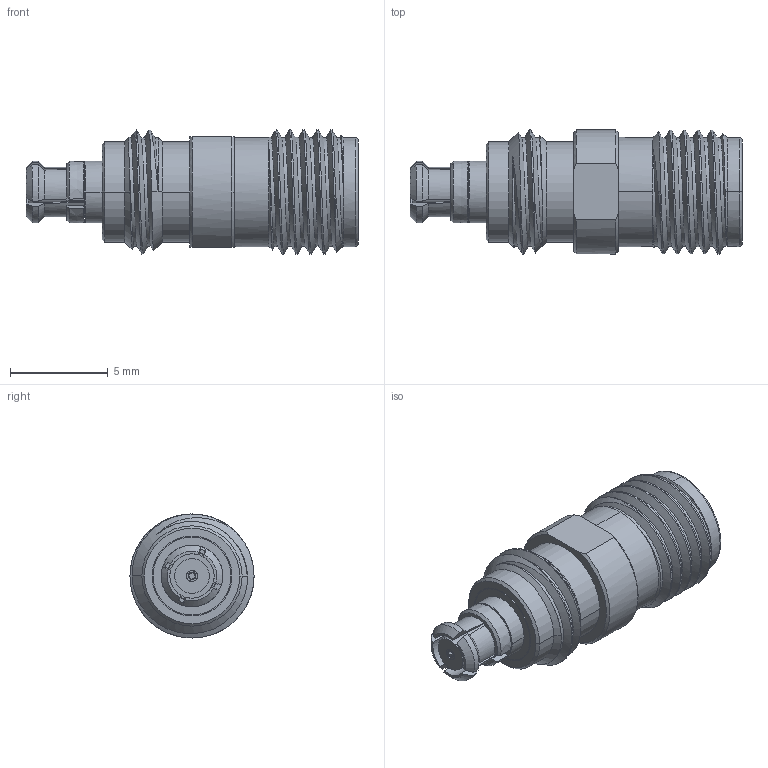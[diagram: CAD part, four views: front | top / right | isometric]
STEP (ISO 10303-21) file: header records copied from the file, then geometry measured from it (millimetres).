
FILE_DESCRIPTION (( 'STEP AP203' ), '1' );
FILE_NAME ('SM8803.step', '2019-03-20T15:50:29', ( '' ), ( '' ), 'SwSTEP 2.0', 'SolidWorks 2017', '' );
FILE_SCHEMA (( 'CONFIG_CONTROL_DESIGN' ));
Length unit declared in the file: inch
Products named in the file (1): SM8803
Bounding box: 16.99 x 6.35 x 6.35 mm (x, y, z)
Volume: 323.1 mm3; surface area: 482.5 mm2
Topology: 1 solids, 1 shells, 172 faces, 437 edges, 273 vertices
Faces by surface type: cylinder 71, plane 54, cone 39, bspline 6, torus 2
Entity records: 7127 total; most frequent: CARTESIAN_POINT 3055, ORIENTED_EDGE 874, DIRECTION 822, EDGE_CURVE 437, AXIS2_PLACEMENT_3D 332, VERTEX_POINT 273, EDGE_LOOP 184, FACE_OUTER_BOUND 172
